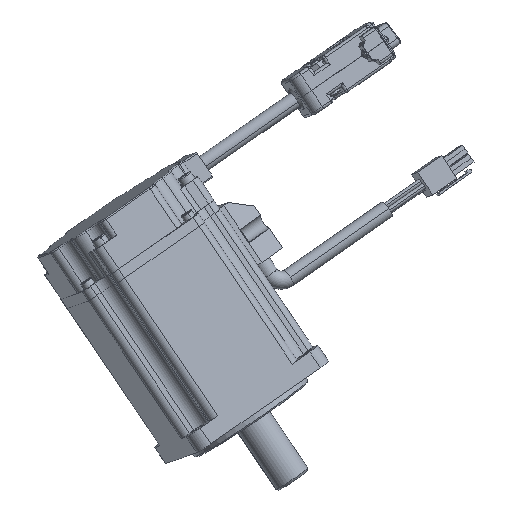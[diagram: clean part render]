
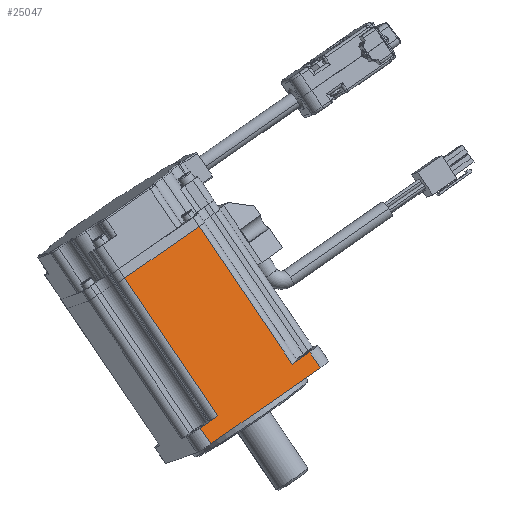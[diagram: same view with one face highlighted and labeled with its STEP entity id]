
A CAD part, front view. The second image highlights one B-rep face of the part: STEP entity #25047.
In plain terms, the highlighted face is planar.
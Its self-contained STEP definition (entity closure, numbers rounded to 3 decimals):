
#1498 = VERTEX_POINT ( 'NONE', #1960 ) ;
#1960 = CARTESIAN_POINT ( 'NONE',  ( -25., -30., 7. ) ) ;
#2922 = DIRECTION ( 'NONE',  ( 0., 0., -1. ) ) ;
#3307 = EDGE_LOOP ( 'NONE', ( #42488, #45601, #42824, #47131, #3603, #5525, #51084, #30190 ) ) ;
#3603 = ORIENTED_EDGE ( 'NONE', *, *, #32742, .F. ) ;
#4327 = DIRECTION ( 'NONE',  ( 0., 0., 1. ) ) ;
#4894 = DIRECTION ( 'NONE',  ( 1., 0., 0. ) ) ;
#4919 = VECTOR ( 'NONE', #43821, 1000. ) ;
#5033 = VECTOR ( 'NONE', #29919, 1000. ) ;
#5525 = ORIENTED_EDGE ( 'NONE', *, *, #49619, .T. ) ;
#6166 = CARTESIAN_POINT ( 'NONE',  ( -17., -30., 67.7 ) ) ;
#7169 = LINE ( 'NONE', #42444, #43222 ) ;
#7201 = VERTEX_POINT ( 'NONE', #33952 ) ;
#7905 = EDGE_CURVE ( 'NONE', #1498, #20509, #43260, .T. ) ;
#8496 = CARTESIAN_POINT ( 'NONE',  ( -30., -30., 7. ) ) ;
#9121 = CARTESIAN_POINT ( 'NONE',  ( 25., -30., 7. ) ) ;
#11568 = CARTESIAN_POINT ( 'NONE',  ( -17., -30., 7. ) ) ;
#12366 = DIRECTION ( 'NONE',  ( 0., 0., -1. ) ) ;
#12658 = PLANE ( 'NONE',  #15230 ) ;
#12671 = DIRECTION ( 'NONE',  ( 0., 0., 1. ) ) ;
#13110 = CARTESIAN_POINT ( 'NONE',  ( 17., -30., 67.7 ) ) ;
#13747 = EDGE_CURVE ( 'NONE', #14222, #31504, #51131, .T. ) ;
#14222 = VERTEX_POINT ( 'NONE', #42577 ) ;
#14781 = VERTEX_POINT ( 'NONE', #24413 ) ;
#15230 = AXIS2_PLACEMENT_3D ( 'NONE', #8496, #25472, #4327 ) ;
#15440 = LINE ( 'NONE', #32411, #49770 ) ;
#17420 = LINE ( 'NONE', #34390, #26581 ) ;
#20409 = VECTOR ( 'NONE', #12366, 1000. ) ;
#20509 = VERTEX_POINT ( 'NONE', #26069 ) ;
#21620 = CARTESIAN_POINT ( 'NONE',  ( -30., -30., 7. ) ) ;
#22717 = LINE ( 'NONE', #27445, #4919 ) ;
#24413 = CARTESIAN_POINT ( 'NONE',  ( 17., -30., 7. ) ) ;
#25047 = ADVANCED_FACE ( 'NONE', ( #54959 ), #12658, .F. ) ;
#25472 = DIRECTION ( 'NONE',  ( 0., 1., 0. ) ) ;
#26069 = CARTESIAN_POINT ( 'NONE',  ( -17., -30., 7. ) ) ;
#26581 = VECTOR ( 'NONE', #4894, 1000. ) ;
#26841 = DIRECTION ( 'NONE',  ( 1., 0., 0. ) ) ;
#27445 = CARTESIAN_POINT ( 'NONE',  ( -30., -30., 7. ) ) ;
#29919 = DIRECTION ( 'NONE',  ( 1., 0., 0. ) ) ;
#30190 = ORIENTED_EDGE ( 'NONE', *, *, #52391, .T. ) ;
#31504 = VERTEX_POINT ( 'NONE', #34795 ) ;
#32411 = CARTESIAN_POINT ( 'NONE',  ( -25., -30., 7. ) ) ;
#32742 = EDGE_CURVE ( 'NONE', #14781, #31504, #22717, .T. ) ;
#32808 = VECTOR ( 'NONE', #33632, 1000. ) ;
#33142 = VERTEX_POINT ( 'NONE', #13110 ) ;
#33295 = VERTEX_POINT ( 'NONE', #6166 ) ;
#33632 = DIRECTION ( 'NONE',  ( 0., 0., 1. ) ) ;
#33952 = CARTESIAN_POINT ( 'NONE',  ( -25., -30., 0. ) ) ;
#34390 = CARTESIAN_POINT ( 'NONE',  ( -20., -30., 67.7 ) ) ;
#34795 = CARTESIAN_POINT ( 'NONE',  ( 25., -30., 7. ) ) ;
#35700 = CARTESIAN_POINT ( 'NONE',  ( -30., -30., 0. ) ) ;
#37793 = EDGE_CURVE ( 'NONE', #1498, #7201, #15440, .T. ) ;
#41519 = EDGE_CURVE ( 'NONE', #7201, #14222, #52663, .T. ) ;
#42444 = CARTESIAN_POINT ( 'NONE',  ( 17., -30., 7. ) ) ;
#42488 = ORIENTED_EDGE ( 'NONE', *, *, #7905, .F. ) ;
#42577 = CARTESIAN_POINT ( 'NONE',  ( 25., -30., 0. ) ) ;
#42824 = ORIENTED_EDGE ( 'NONE', *, *, #41519, .T. ) ;
#43222 = VECTOR ( 'NONE', #12671, 1000. ) ;
#43260 = LINE ( 'NONE', #21620, #5033 ) ;
#43821 = DIRECTION ( 'NONE',  ( 1., 0., 0. ) ) ;
#45601 = ORIENTED_EDGE ( 'NONE', *, *, #37793, .T. ) ;
#46347 = EDGE_CURVE ( 'NONE', #33295, #33142, #17420, .T. ) ;
#47109 = VECTOR ( 'NONE', #26841, 1000. ) ;
#47131 = ORIENTED_EDGE ( 'NONE', *, *, #13747, .T. ) ;
#49619 = EDGE_CURVE ( 'NONE', #14781, #33142, #7169, .T. ) ;
#49770 = VECTOR ( 'NONE', #2922, 1000. ) ;
#51084 = ORIENTED_EDGE ( 'NONE', *, *, #46347, .F. ) ;
#51131 = LINE ( 'NONE', #9121, #32808 ) ;
#52391 = EDGE_CURVE ( 'NONE', #33295, #20509, #54342, .T. ) ;
#52663 = LINE ( 'NONE', #35700, #47109 ) ;
#54342 = LINE ( 'NONE', #11568, #20409 ) ;
#54959 = FACE_OUTER_BOUND ( 'NONE', #3307, .T. ) ;
